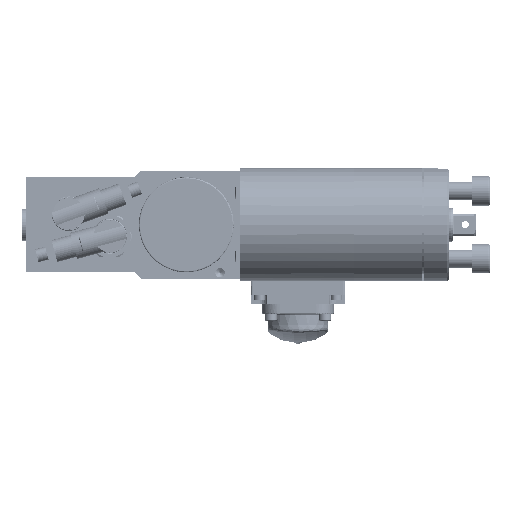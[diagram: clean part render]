
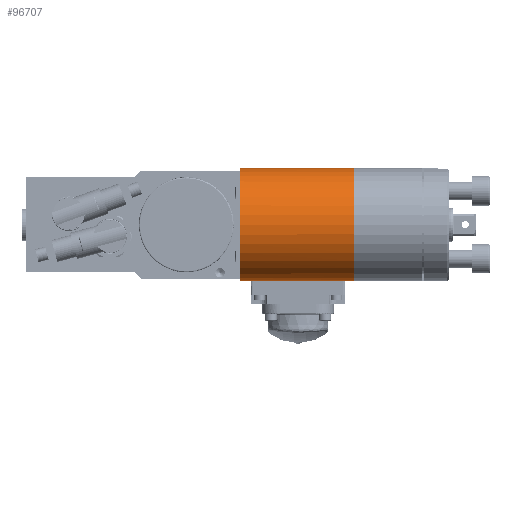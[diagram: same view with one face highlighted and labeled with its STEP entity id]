
A CAD part, left-side view. The second image highlights one B-rep face of the part: STEP entity #96707.
In plain terms, the highlighted cylindrical face has radius 25 mm (diameter 50 mm), a partial arc.
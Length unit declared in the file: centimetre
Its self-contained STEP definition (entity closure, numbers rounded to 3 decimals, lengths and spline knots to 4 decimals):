
#12972=FACE_OUTER_BOUND('',#18467,.T.);
#18467=EDGE_LOOP('',(#90009,#90010,#90011,#90012,#90013,#90014));
#22313=CIRCLE('',#105317,2.5);
#22654=CIRCLE('',#105977,2.5);
#29937=LINE('',#214622,#37063);
#29946=LINE('',#214642,#37072);
#37063=VECTOR('',#131676,5.05);
#37072=VECTOR('',#131695,5.05);
#39099=B_SPLINE_CURVE_WITH_KNOTS('',3,(#214615,#214616,#214617,#214618,
#214619,#214620),.UNSPECIFIED.,.F.,.F.,(4,1,1,4),(0.0012,0.3333,
0.6667,1.),.UNSPECIFIED.);
#39100=B_SPLINE_CURVE_WITH_KNOTS('',3,(#214643,#214644,#214645,#214646,
#214647,#214648),.UNSPECIFIED.,.F.,.F.,(4,1,1,4),(0.,0.3333,0.6667,
0.9995),.UNSPECIFIED.);
#47763=VERTEX_POINT('',#212483);
#47764=VERTEX_POINT('',#212484);
#48259=VERTEX_POINT('',#214614);
#48260=VERTEX_POINT('',#214621);
#48265=VERTEX_POINT('',#214639);
#48266=VERTEX_POINT('',#214641);
#61466=EDGE_CURVE('',#47763,#47764,#22313,.T.);
#62199=EDGE_CURVE('',#47764,#48259,#39099,.T.);
#62200=EDGE_CURVE('',#48260,#48259,#29937,.T.);
#62210=EDGE_CURVE('',#48265,#48266,#29946,.T.);
#62211=EDGE_CURVE('',#48266,#47763,#39100,.T.);
#62212=EDGE_CURVE('',#48265,#48260,#22654,.T.);
#90009=ORIENTED_EDGE('',*,*,#62212,.T.);
#90010=ORIENTED_EDGE('',*,*,#62200,.T.);
#90011=ORIENTED_EDGE('',*,*,#62199,.F.);
#90012=ORIENTED_EDGE('',*,*,#61466,.F.);
#90013=ORIENTED_EDGE('',*,*,#62211,.F.);
#90014=ORIENTED_EDGE('',*,*,#62210,.F.);
#91757=CYLINDRICAL_SURFACE('',#105976,2.5);
#96707=ADVANCED_FACE('',(#12972),#91757,.T.);
#105317=AXIS2_PLACEMENT_3D('',#212485,#130037,#130038);
#105976=AXIS2_PLACEMENT_3D('',#214649,#131696,#131697);
#105977=AXIS2_PLACEMENT_3D('',#214650,#131698,#131699);
#130037=DIRECTION('center_axis',(0.,-1.,0.));
#130038=DIRECTION('ref_axis',(-0.02,0.,
1.));
#131676=DIRECTION('',(0.,-1.,0.));
#131695=DIRECTION('',(0.,-1.,0.));
#131696=DIRECTION('center_axis',(0.,1.,0.));
#131697=DIRECTION('ref_axis',(0.,0.,
1.));
#131698=DIRECTION('center_axis',(0.,-1.,0.));
#131699=DIRECTION('ref_axis',(0.,0.,
1.));
#212483=CARTESIAN_POINT('',(-8.6999,-2.5,2.4998));
#212484=CARTESIAN_POINT('',(-8.6998,-2.5,-2.4998));
#212485=CARTESIAN_POINT('Origin',(-8.65,-2.5,0.));
#214614=CARTESIAN_POINT('',(-8.65,-2.5,-2.5));
#214615=CARTESIAN_POINT('Ctrl Pts',(-8.6998,-2.5,-2.4998));
#214616=CARTESIAN_POINT('Ctrl Pts',(-8.6942,-2.5,-2.4998));
#214617=CARTESIAN_POINT('Ctrl Pts',(-8.6833,-2.5,-2.5001));
#214618=CARTESIAN_POINT('Ctrl Pts',(-8.6667,-2.5,-2.5));
#214619=CARTESIAN_POINT('Ctrl Pts',(-8.6556,-2.5,-2.5));
#214620=CARTESIAN_POINT('Ctrl Pts',(-8.65,-2.5,-2.5));
#214621=CARTESIAN_POINT('',(-8.65,2.55,-2.5));
#214622=CARTESIAN_POINT('',(-8.65,2.55,-2.5));
#214639=CARTESIAN_POINT('',(-8.65,2.55,2.5));
#214641=CARTESIAN_POINT('',(-8.65,-2.5,2.5));
#214642=CARTESIAN_POINT('',(-8.65,2.55,2.5));
#214643=CARTESIAN_POINT('Ctrl Pts',(-8.65,-2.5,2.5));
#214644=CARTESIAN_POINT('Ctrl Pts',(-8.6556,-2.5,2.5));
#214645=CARTESIAN_POINT('Ctrl Pts',(-8.6667,-2.5,2.5));
#214646=CARTESIAN_POINT('Ctrl Pts',(-8.6833,-2.5,2.5001));
#214647=CARTESIAN_POINT('Ctrl Pts',(-8.6944,-2.5,2.4998));
#214648=CARTESIAN_POINT('Ctrl Pts',(-8.6999,-2.5,2.4998));
#214649=CARTESIAN_POINT('Origin',(-8.65,2.55,0.));
#214650=CARTESIAN_POINT('Origin',(-8.65,2.55,0.));
